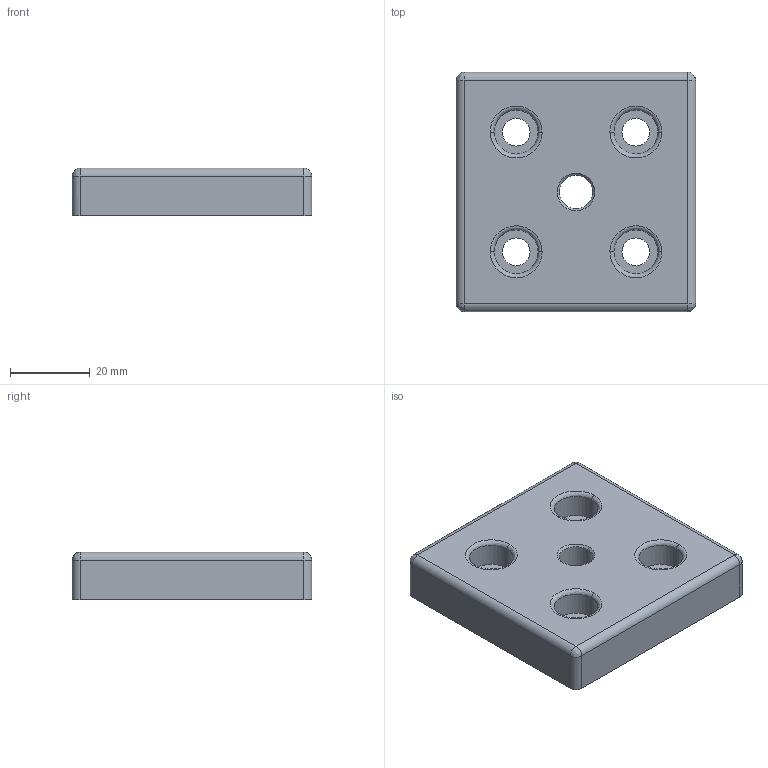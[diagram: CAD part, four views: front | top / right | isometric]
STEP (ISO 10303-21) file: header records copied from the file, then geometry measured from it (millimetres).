
FILE_DESCRIPTION (( 'STEP AP214' ), '1' );
FILE_NAME ('093t60601006s.STEP', '2014-09-05T09:07:23', ( '' ), ( '' ), 'SwSTEP 2.0', 'SolidWorks 2014', '' );
FILE_SCHEMA (( 'AUTOMOTIVE_DESIGN' ));
Length unit declared in the file: millimetre
Products named in the file (1): 093t60601006s
Bounding box: 60 x 60 x 12 mm (x, y, z)
Volume: 28602.7 mm3; surface area: 15189.2 mm2
Topology: 1 solids, 1 shells, 184 faces, 455 edges, 271 vertices
Faces by surface type: cylinder 87, bspline 69, plane 26, cone 2
Entity records: 8757 total; most frequent: CARTESIAN_POINT 2606, DIRECTION 885, ORIENTED_EDGE 882, EDGE_CURVE 441, AXIS2_PLACEMENT_3D 374, VERTEX_POINT 269, CIRCLE 258, EDGE_LOOP 200
